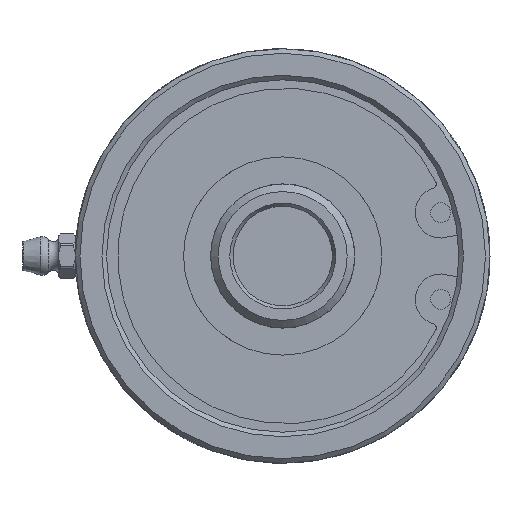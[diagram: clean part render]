
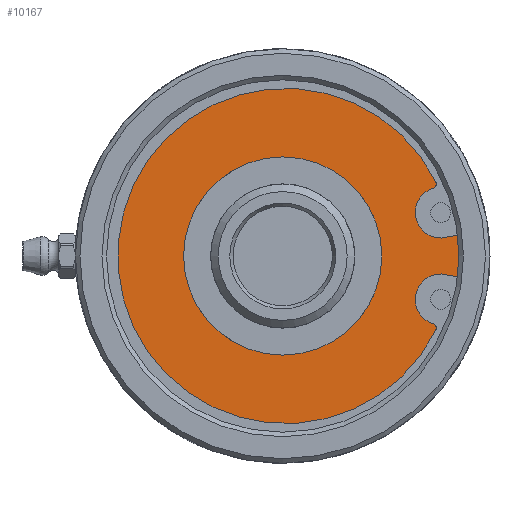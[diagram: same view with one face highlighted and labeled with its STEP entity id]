
A CAD part, left-side view. The second image highlights one B-rep face of the part: STEP entity #10167.
In plain terms, the highlighted planar face has unit normal (-1, 0, 0).
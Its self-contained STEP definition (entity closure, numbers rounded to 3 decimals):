
#776=FACE_BOUND('',#3378,.T.);
#884=PLANE('',#10853);
#1259=LINE('',#70039,#1740);
#1264=LINE('',#70054,#1745);
#1740=VECTOR('',#12238,5.265);
#1745=VECTOR('',#12245,5.265);
#2086=CIRCLE('',#10732,0.858);
#2088=CIRCLE('',#10735,29.517);
#2090=CIRCLE('',#10738,0.858);
#2092=CIRCLE('',#10741,4.474);
#2094=CIRCLE('',#10744,4.474);
#2157=CIRCLE('',#10854,33.45);
#2158=CIRCLE('',#10855,17.4);
#2159=CIRCLE('',#10856,17.4);
#2754=FACE_OUTER_BOUND('',#3377,.T.);
#3377=EDGE_LOOP('',(#8737,#8738,#8739,#8740,#8741,#8742,#8743,#8744));
#3378=EDGE_LOOP('',(#8745,#8746));
#4683=VERTEX_POINT('',#70036);
#4684=VERTEX_POINT('',#70038);
#4689=VERTEX_POINT('',#70051);
#4690=VERTEX_POINT('',#70053);
#4697=VERTEX_POINT('',#70072);
#4698=VERTEX_POINT('',#70074);
#4700=VERTEX_POINT('',#70080);
#4702=VERTEX_POINT('',#70086);
#4787=VERTEX_POINT('',#70455);
#4788=VERTEX_POINT('',#70456);
#5996=EDGE_CURVE('',#4684,#4683,#1259,.T.);
#6002=EDGE_CURVE('',#4690,#4689,#1264,.T.);
#6012=EDGE_CURVE('',#4698,#4697,#2086,.T.);
#6016=EDGE_CURVE('',#4697,#4700,#2088,.T.);
#6019=EDGE_CURVE('',#4700,#4702,#2090,.T.);
#6021=EDGE_CURVE('',#4702,#4684,#2092,.T.);
#6023=EDGE_CURVE('',#4689,#4698,#2094,.T.);
#6153=EDGE_CURVE('',#4683,#4690,#2157,.T.);
#6154=EDGE_CURVE('',#4787,#4788,#2158,.T.);
#6155=EDGE_CURVE('',#4788,#4787,#2159,.T.);
#8737=ORIENTED_EDGE('',*,*,#5996,.T.);
#8738=ORIENTED_EDGE('',*,*,#6153,.T.);
#8739=ORIENTED_EDGE('',*,*,#6002,.T.);
#8740=ORIENTED_EDGE('',*,*,#6023,.T.);
#8741=ORIENTED_EDGE('',*,*,#6012,.T.);
#8742=ORIENTED_EDGE('',*,*,#6016,.T.);
#8743=ORIENTED_EDGE('',*,*,#6019,.T.);
#8744=ORIENTED_EDGE('',*,*,#6021,.T.);
#8745=ORIENTED_EDGE('',*,*,#6154,.T.);
#8746=ORIENTED_EDGE('',*,*,#6155,.T.);
#10167=ADVANCED_FACE('',(#2754,#776),#884,.F.);
#10732=AXIS2_PLACEMENT_3D('',#70075,#12266,#12267);
#10735=AXIS2_PLACEMENT_3D('',#70082,#12274,#12275);
#10738=AXIS2_PLACEMENT_3D('',#70088,#12281,#12282);
#10741=AXIS2_PLACEMENT_3D('',#70091,#12287,#12288);
#10744=AXIS2_PLACEMENT_3D('',#70094,#12293,#12294);
#10853=AXIS2_PLACEMENT_3D('',#70453,#12542,#12543);
#10854=AXIS2_PLACEMENT_3D('',#70454,#12544,#12545);
#10855=AXIS2_PLACEMENT_3D('',#70457,#12546,#12547);
#10856=AXIS2_PLACEMENT_3D('',#70458,#12548,#12549);
#12238=DIRECTION('',(0.,-0.985,-0.174));
#12245=DIRECTION('',(0.,0.985,-0.174));
#12266=DIRECTION('center_axis',(-1.,0.,0.));
#12267=DIRECTION('ref_axis',(0.,-0.854,0.52));
#12274=DIRECTION('center_axis',(-1.,0.,0.));
#12275=DIRECTION('ref_axis',(0.,-0.896,-0.445));
#12281=DIRECTION('center_axis',(-1.,0.,0.));
#12282=DIRECTION('ref_axis',(0.,-0.492,0.871));
#12287=DIRECTION('center_axis',(1.,0.,0.));
#12288=DIRECTION('ref_axis',(0.,-0.27,0.963));
#12293=DIRECTION('center_axis',(1.,0.,0.));
#12294=DIRECTION('ref_axis',(0.,0.046,0.999));
#12542=DIRECTION('center_axis',(1.,0.,0.));
#12543=DIRECTION('ref_axis',(0.,0.,-1.));
#12544=DIRECTION('center_axis',(-1.,0.,0.));
#12545=DIRECTION('ref_axis',(0.,1.,0.));
#12546=DIRECTION('center_axis',(1.,0.,0.));
#12547=DIRECTION('ref_axis',(0.,-1.,0.));
#12548=DIRECTION('center_axis',(1.,0.,0.));
#12549=DIRECTION('ref_axis',(0.,-1.,0.));
#70036=CARTESIAN_POINT('',(5.78,-33.2,-4.081));
#70038=CARTESIAN_POINT('',(5.78,-28.015,-3.167));
#70039=CARTESIAN_POINT('',(5.78,-28.015,-3.167));
#70051=CARTESIAN_POINT('',(5.78,-28.015,3.167));
#70053=CARTESIAN_POINT('',(5.78,-33.2,4.081));
#70054=CARTESIAN_POINT('',(5.78,-33.2,4.081));
#70072=CARTESIAN_POINT('',(5.78,-26.912,13.137));
#70074=CARTESIAN_POINT('',(5.78,-26.601,11.943));
#70075=CARTESIAN_POINT('Origin',(5.78,-26.179,12.69));
#70080=CARTESIAN_POINT('',(5.78,-26.912,-13.137));
#70082=CARTESIAN_POINT('Origin',(5.78,-0.479,0.));
#70086=CARTESIAN_POINT('',(5.78,-26.601,-11.943));
#70088=CARTESIAN_POINT('Origin',(5.78,-26.179,-12.69));
#70091=CARTESIAN_POINT('Origin',(5.78,-27.811,-7.636));
#70094=CARTESIAN_POINT('Origin',(5.78,-27.811,7.636));
#70453=CARTESIAN_POINT('Origin',(5.78,24.225,0.));
#70454=CARTESIAN_POINT('Origin',(5.78,0.,0.));
#70455=CARTESIAN_POINT('',(5.78,-17.4,0.));
#70456=CARTESIAN_POINT('',(5.78,17.4,0.));
#70457=CARTESIAN_POINT('Origin',(5.78,0.,0.));
#70458=CARTESIAN_POINT('Origin',(5.78,0.,0.));
